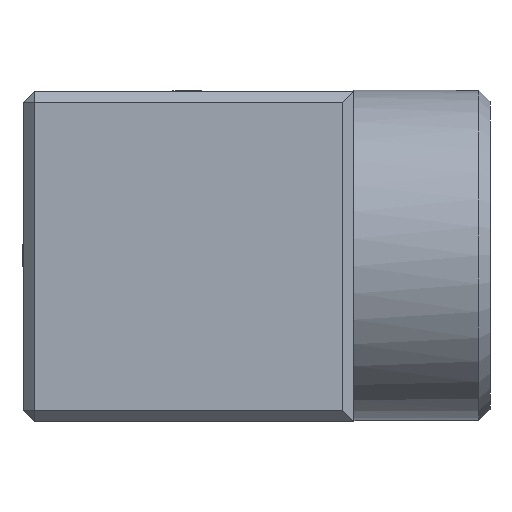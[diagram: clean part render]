
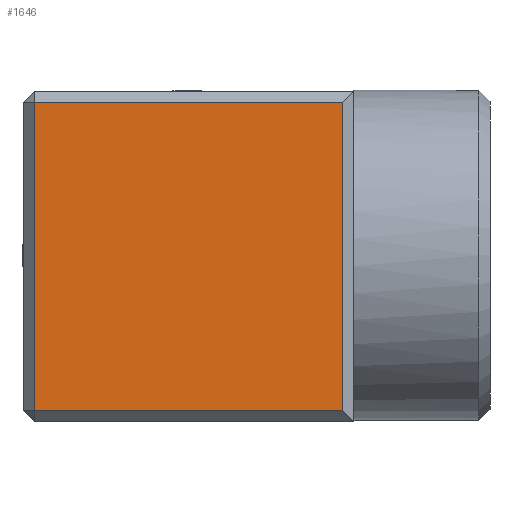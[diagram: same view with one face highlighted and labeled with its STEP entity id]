
A CAD part, left-side view. The second image highlights one B-rep face of the part: STEP entity #1646.
In plain terms, the highlighted planar face has unit normal (-1, 0, 0).
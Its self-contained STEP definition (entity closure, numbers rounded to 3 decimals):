
#3 = LINE ( 'NONE', #47, #1613 ) ;
#47 = CARTESIAN_POINT ( 'NONE',  ( 54.746, -28., 29.5 ) ) ;
#75 = CARTESIAN_POINT ( 'NONE',  ( 54.746, 29.5, 27.5 ) ) ;
#157 = DIRECTION ( 'NONE',  ( 0., 0., -1. ) ) ;
#169 = EDGE_CURVE ( 'NONE', #615, #876, #531, .T. ) ;
#205 = DIRECTION ( 'NONE',  ( 0., 0., 1. ) ) ;
#223 = CARTESIAN_POINT ( 'NONE',  ( 54.746, -30., -28. ) ) ;
#241 = VERTEX_POINT ( 'NONE', #710 ) ;
#275 = FACE_OUTER_BOUND ( 'NONE', #1119, .T. ) ;
#457 = CARTESIAN_POINT ( 'NONE',  ( 54.746, 0., 0. ) ) ;
#507 = CARTESIAN_POINT ( 'NONE',  ( 54.746, -28., -28. ) ) ;
#531 = LINE ( 'NONE', #223, #1910 ) ;
#615 = VERTEX_POINT ( 'NONE', #1397 ) ;
#676 = DIRECTION ( 'NONE',  ( 0., 1., 0. ) ) ;
#710 = CARTESIAN_POINT ( 'NONE',  ( 54.746, -28., 27.5 ) ) ;
#787 = DIRECTION ( 'NONE',  ( 1., 0., 0. ) ) ;
#876 = VERTEX_POINT ( 'NONE', #507 ) ;
#937 = ORIENTED_EDGE ( 'NONE', *, *, #1751, .T. ) ;
#961 = ORIENTED_EDGE ( 'NONE', *, *, #1720, .T. ) ;
#994 = DIRECTION ( 'NONE',  ( 0., 0., -1. ) ) ;
#1065 = LINE ( 'NONE', #75, #1571 ) ;
#1119 = EDGE_LOOP ( 'NONE', ( #1741, #1395, #961, #937 ) ) ;
#1171 = CARTESIAN_POINT ( 'NONE',  ( 54.746, 27.5, 27.5 ) ) ;
#1329 = CARTESIAN_POINT ( 'NONE',  ( 54.746, 27.5, -30. ) ) ;
#1395 = ORIENTED_EDGE ( 'NONE', *, *, #169, .T. ) ;
#1397 = CARTESIAN_POINT ( 'NONE',  ( 54.746, 27.5, -28. ) ) ;
#1404 = PLANE ( 'NONE',  #1579 ) ;
#1473 = VECTOR ( 'NONE', #994, 1000. ) ;
#1571 = VECTOR ( 'NONE', #676, 1000. ) ;
#1579 = AXIS2_PLACEMENT_3D ( 'NONE', #457, #787, #157 ) ;
#1597 = VERTEX_POINT ( 'NONE', #1171 ) ;
#1613 = VECTOR ( 'NONE', #205, 1000. ) ;
#1646 = ADVANCED_FACE ( 'NONE', ( #275 ), #1404, .F. ) ;
#1667 = DIRECTION ( 'NONE',  ( 0., -1., 0. ) ) ;
#1720 = EDGE_CURVE ( 'NONE', #876, #241, #3, .T. ) ;
#1741 = ORIENTED_EDGE ( 'NONE', *, *, #1762, .T. ) ;
#1751 = EDGE_CURVE ( 'NONE', #241, #1597, #1065, .T. ) ;
#1762 = EDGE_CURVE ( 'NONE', #1597, #615, #1956, .T. ) ;
#1910 = VECTOR ( 'NONE', #1667, 1000. ) ;
#1956 = LINE ( 'NONE', #1329, #1473 ) ;
